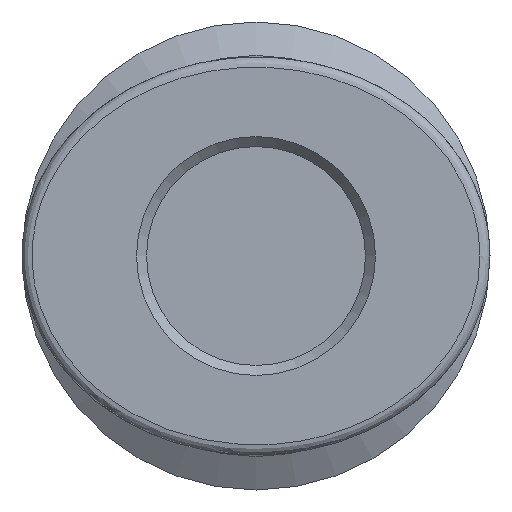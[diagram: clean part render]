
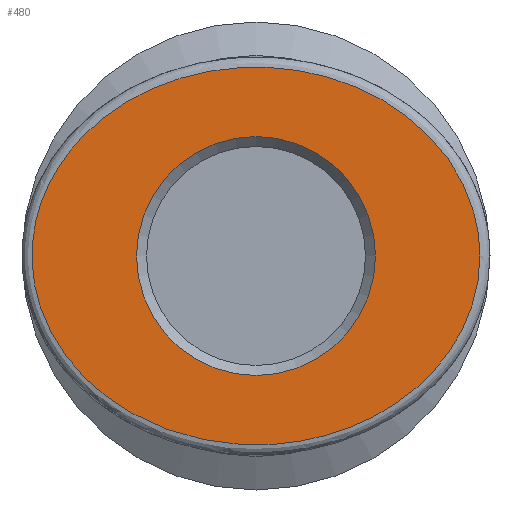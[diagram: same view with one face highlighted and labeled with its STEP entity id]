
A CAD part, left-side view. The second image highlights one B-rep face of the part: STEP entity #480.
In plain terms, the highlighted face is planar.
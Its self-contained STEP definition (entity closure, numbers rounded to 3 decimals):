
#417=CARTESIAN_POINT('',(3.575,4.6,0.));
#418=VERTEX_POINT('',#417);
#419=CARTESIAN_POINT('',(0.,4.6,0.0));
#420=DIRECTION('',(0.0,1.0,0.0));
#421=DIRECTION('',(-1.0,0.0,0.0));
#422=AXIS2_PLACEMENT_3D('',#419,#420,#421);
#423=CIRCLE('',#422,3.575);
#424=EDGE_CURVE('',#418,#418,#423,.T.);
#449=CARTESIAN_POINT('',(0.,4.6,0.));
#450=DIRECTION('',(0.0,-1.0,0.0));
#451=DIRECTION('',(0.0,0.0,-1.0));
#452=AXIS2_PLACEMENT_3D('',#449,#450,#451);
#453=PLANE('',#452);
#454=CARTESIAN_POINT('',(6.7,4.6,0.));
#455=VERTEX_POINT('',#454);
#456=CARTESIAN_POINT('',(6.701,4.6,0.001));
#457=CARTESIAN_POINT('',(6.701,4.6,0.923));
#458=CARTESIAN_POINT('',(6.136,4.6,2.768));
#459=CARTESIAN_POINT('',(3.36,4.6,5.367));
#460=CARTESIAN_POINT('',(-0.531,4.6,6.014));
#461=CARTESIAN_POINT('',(-4.058,4.6,4.719));
#462=CARTESIAN_POINT('',(-5.901,4.6,2.98));
#463=CARTESIAN_POINT('',(-6.729,4.6,0.942));
#464=CARTESIAN_POINT('',(-6.73,4.6,-0.942));
#465=CARTESIAN_POINT('',(-5.779,4.6,-3.274));
#466=CARTESIAN_POINT('',(-3.768,4.6,-4.884));
#467=CARTESIAN_POINT('',(-0.21,4.6,-5.958));
#468=CARTESIAN_POINT('',(3.361,4.6,-5.368));
#469=CARTESIAN_POINT('',(6.135,4.6,-2.768));
#470=CARTESIAN_POINT('',(6.701,4.6,-0.922));
#471=CARTESIAN_POINT('',(6.701,4.6,0.001));
#472=B_SPLINE_CURVE_WITH_KNOTS('',3,(#456,#457,#458,#459,#460,#461,#462,#463,#464,#465,#466,#467,#468,#469,#470,#471),.UNSPECIFIED.,.T.,.U.,(4,1,1,1,1,1,1,1,1,1,1,1,1,4),(-3.142,-2.693,-2.244,-1.346,-0.898,-0.449,-0.15,0.15,0.449,1.047,1.346,2.244,2.693,3.142),.UNSPECIFIED.);
#473=EDGE_CURVE('',#455,#455,#472,.T.);
#474=ORIENTED_EDGE('',*,*,#473,.F.);
#475=EDGE_LOOP('',(#474));
#476=FACE_OUTER_BOUND('',#475,.T.);
#477=ORIENTED_EDGE('',*,*,#424,.F.);
#478=EDGE_LOOP('',(#477));
#479=FACE_BOUND('',#478,.T.);
#480=ADVANCED_FACE('',(#476,#479),#453,.F.);
